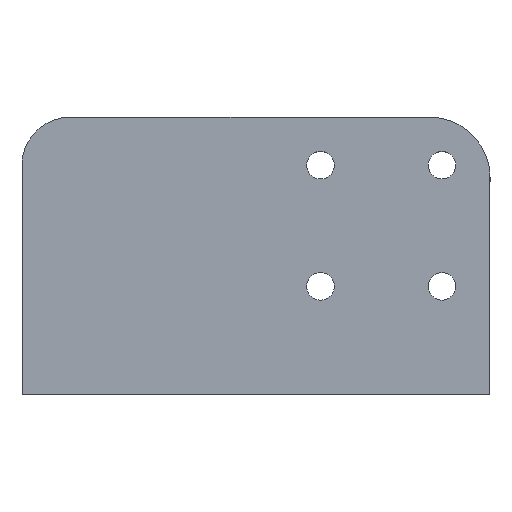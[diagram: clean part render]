
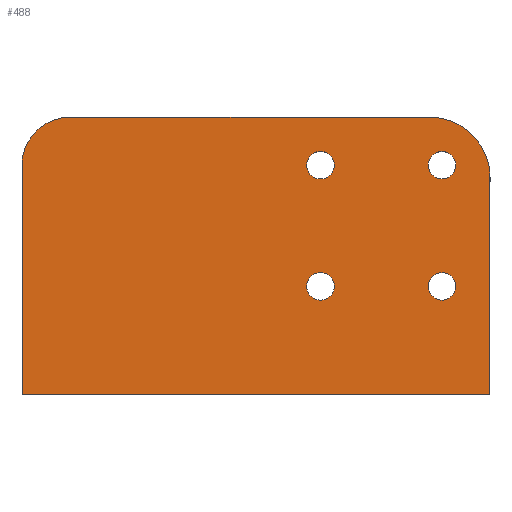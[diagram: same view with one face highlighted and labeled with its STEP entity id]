
A CAD part, top view. The second image highlights one B-rep face of the part: STEP entity #488.
In plain terms, the highlighted planar face has unit normal (0, 0, 1).
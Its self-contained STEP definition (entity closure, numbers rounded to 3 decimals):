
#15=FACE_BOUND('',#74,.T.);
#16=FACE_BOUND('',#75,.T.);
#17=FACE_BOUND('',#76,.T.);
#18=FACE_BOUND('',#77,.T.);
#33=PLANE('',#530);
#47=FACE_OUTER_BOUND('',#73,.T.);
#73=EDGE_LOOP('',(#342,#343,#344,#345,#346,#347));
#74=EDGE_LOOP('',(#348));
#75=EDGE_LOOP('',(#349));
#76=EDGE_LOOP('',(#350));
#77=EDGE_LOOP('',(#351));
#118=LINE('',#739,#160);
#119=LINE('',#741,#161);
#120=LINE('',#743,#162);
#121=LINE('',#746,#163);
#160=VECTOR('',#591,10.);
#161=VECTOR('',#592,10.);
#162=VECTOR('',#593,10.);
#163=VECTOR('',#596,10.);
#200=CIRCLE('',#528,4.);
#202=CIRCLE('',#531,5.);
#203=CIRCLE('',#532,1.15);
#204=CIRCLE('',#533,1.15);
#205=CIRCLE('',#534,1.15);
#206=CIRCLE('',#535,1.15);
#226=VERTEX_POINT('',#729);
#227=VERTEX_POINT('',#730);
#230=VERTEX_POINT('',#738);
#231=VERTEX_POINT('',#740);
#232=VERTEX_POINT('',#742);
#233=VERTEX_POINT('',#744);
#234=VERTEX_POINT('',#747);
#235=VERTEX_POINT('',#749);
#236=VERTEX_POINT('',#751);
#237=VERTEX_POINT('',#753);
#270=EDGE_CURVE('',#226,#227,#200,.T.);
#274=EDGE_CURVE('',#226,#230,#118,.T.);
#275=EDGE_CURVE('',#231,#230,#119,.T.);
#276=EDGE_CURVE('',#231,#232,#120,.F.);
#277=EDGE_CURVE('',#232,#233,#202,.T.);
#278=EDGE_CURVE('',#233,#227,#121,.T.);
#279=EDGE_CURVE('',#234,#234,#203,.T.);
#280=EDGE_CURVE('',#235,#235,#204,.T.);
#281=EDGE_CURVE('',#236,#236,#205,.T.);
#282=EDGE_CURVE('',#237,#237,#206,.T.);
#342=ORIENTED_EDGE('',*,*,#270,.F.);
#343=ORIENTED_EDGE('',*,*,#274,.T.);
#344=ORIENTED_EDGE('',*,*,#275,.F.);
#345=ORIENTED_EDGE('',*,*,#276,.T.);
#346=ORIENTED_EDGE('',*,*,#277,.T.);
#347=ORIENTED_EDGE('',*,*,#278,.T.);
#348=ORIENTED_EDGE('',*,*,#279,.F.);
#349=ORIENTED_EDGE('',*,*,#280,.F.);
#350=ORIENTED_EDGE('',*,*,#281,.F.);
#351=ORIENTED_EDGE('',*,*,#282,.F.);
#488=ADVANCED_FACE('',(#47,#15,#16,#17,#18),#33,.T.);
#528=AXIS2_PLACEMENT_3D('',#731,#583,#584);
#530=AXIS2_PLACEMENT_3D('',#737,#589,#590);
#531=AXIS2_PLACEMENT_3D('',#745,#594,#595);
#532=AXIS2_PLACEMENT_3D('',#748,#597,#598);
#533=AXIS2_PLACEMENT_3D('',#750,#599,#600);
#534=AXIS2_PLACEMENT_3D('',#752,#601,#602);
#535=AXIS2_PLACEMENT_3D('',#754,#603,#604);
#583=DIRECTION('center_axis',(0.,0.,-1.));
#584=DIRECTION('ref_axis',(-0.707,0.707,0.));
#589=DIRECTION('center_axis',(0.,0.,1.));
#590=DIRECTION('ref_axis',(1.,0.,0.));
#591=DIRECTION('',(0.,-1.,0.));
#592=DIRECTION('',(-1.,0.,0.));
#593=DIRECTION('',(0.,-1.,0.));
#594=DIRECTION('center_axis',(0.,0.,
1.));
#595=DIRECTION('ref_axis',(0.707,0.707,0.));
#596=DIRECTION('',(-1.,0.,0.));
#597=DIRECTION('center_axis',(0.,0.,
1.));
#598=DIRECTION('ref_axis',(1.,0.,0.));
#599=DIRECTION('center_axis',(0.,0.,
1.));
#600=DIRECTION('ref_axis',(1.,0.,0.));
#601=DIRECTION('center_axis',(0.,0.,
1.));
#602=DIRECTION('ref_axis',(1.,0.,0.));
#603=DIRECTION('center_axis',(0.,0.,
1.));
#604=DIRECTION('ref_axis',(1.,0.,0.));
#729=CARTESIAN_POINT('',(4.641,3.01,-108.868));
#730=CARTESIAN_POINT('',(8.641,7.01,-108.868));
#731=CARTESIAN_POINT('Origin',(8.641,3.01,-108.868));
#737=CARTESIAN_POINT('Origin',(19.089,-13.092,-108.868));
#738=CARTESIAN_POINT('',(4.641,-16.092,-108.868));
#739=CARTESIAN_POINT('',(4.641,-8.816,-108.868));
#740=CARTESIAN_POINT('',(43.677,-16.092,-108.868));
#741=CARTESIAN_POINT('',(23.612,-16.092,-108.868));
#742=CARTESIAN_POINT('',(43.677,2.01,-108.868));
#743=CARTESIAN_POINT('',(43.677,17.246,-108.868));
#744=CARTESIAN_POINT('',(38.677,7.01,-108.868));
#745=CARTESIAN_POINT('Origin',(38.677,2.01,-108.868));
#746=CARTESIAN_POINT('',(24.75,7.01,-108.868));
#747=CARTESIAN_POINT('',(28.391,-7.092,-108.868));
#748=CARTESIAN_POINT('Origin',(29.541,-7.092,-108.868));
#749=CARTESIAN_POINT('',(28.391,3.01,-108.868));
#750=CARTESIAN_POINT('Origin',(29.541,3.01,-108.868));
#751=CARTESIAN_POINT('',(38.527,-7.092,-108.868));
#752=CARTESIAN_POINT('Origin',(39.677,-7.092,-108.868));
#753=CARTESIAN_POINT('',(38.527,3.01,-108.868));
#754=CARTESIAN_POINT('Origin',(39.677,3.01,-108.868));
